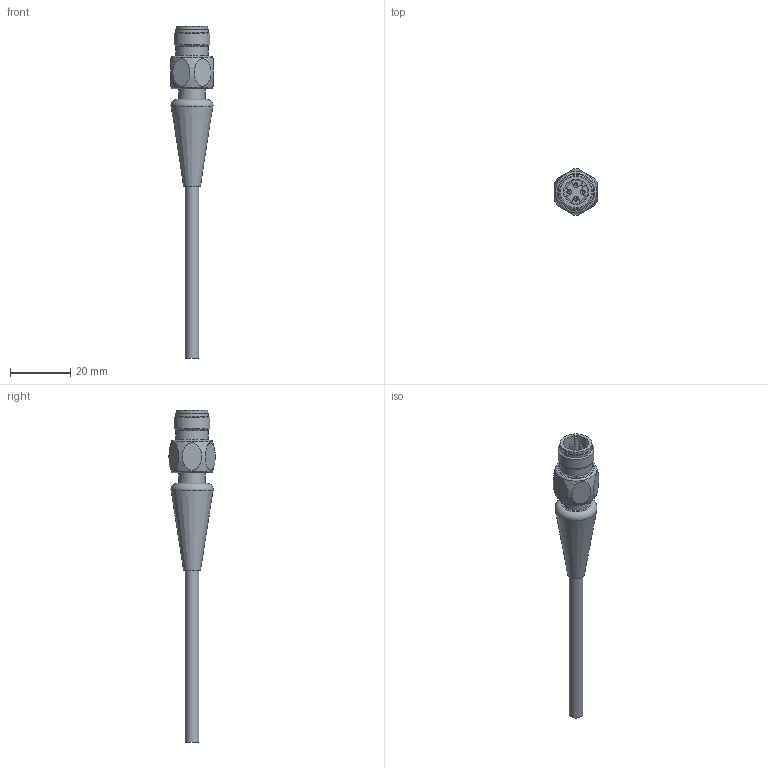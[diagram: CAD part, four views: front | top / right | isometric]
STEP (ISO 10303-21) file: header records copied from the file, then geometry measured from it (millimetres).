
FILE_DESCRIPTION(/* description */ (''),/* implementation_level */ '2;1');
FILE_NAME(/* name */ 'FB-WAS4_S3930.stp',/* time_stamp */ '2014-08-28T11:27:19+02:00',/* author */ (''),/* organization */ (''),/* preprocessor_version */ 'ST-DEVELOPER v14',/* originating_system */ 'SIEMENS PLM Software NX 8.0',/* authorisation */ '');
FILE_SCHEMA (('AP203_CONFIGURATION_CONTROLLED_3D_DESIGN_OF_MECHANICAL_PARTS_AND_ASSEMBLIES_MIM_LF { 1 0 10303 403 2 1 2}'));
Length unit declared in the file: millimetre
Products named in the file (1): FB-WAS4_S3930
Bounding box: 14 x 15.39 x 110.4 mm (x, y, z)
Volume: 5874.8 mm3; surface area: 3387 mm2
Topology: 1 solids, 1 shells, 69 faces, 160 edges, 107 vertices
Faces by surface type: plane 28, cylinder 27, torus 6, sphere 4, cone 3, bspline 1
Full cylindrical faces by diameter (mm): 1 x4, 4.6 x1, 8.3 x1, 8.7 x1, 9.9 x1, 10.5 x1, 10.8 x2, 11.9 x1
Entity records: 2202 total; most frequent: CARTESIAN_POINT 453, DIRECTION 320, ORIENTED_EDGE 244, AXIS2_PLACEMENT_3D 137, EDGE_CURVE 122, EDGE_LOOP 108, VERTEX_POINT 94, ADVANCED_FACE 69
